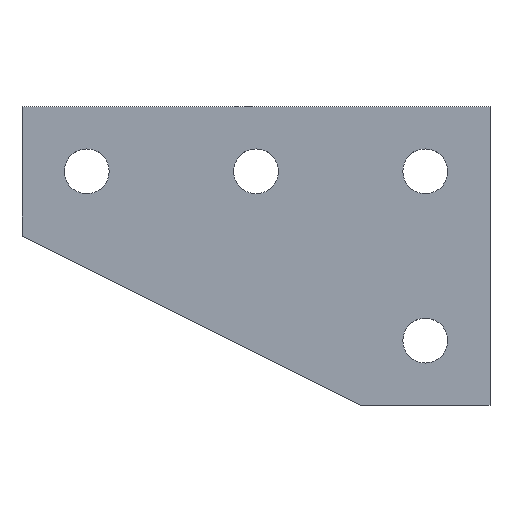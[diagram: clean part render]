
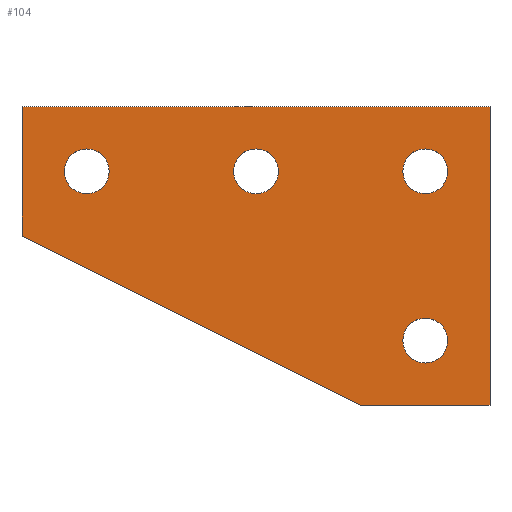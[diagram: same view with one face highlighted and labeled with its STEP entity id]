
A CAD part, top view. The second image highlights one B-rep face of the part: STEP entity #104.
In plain terms, the highlighted planar face has unit normal (0, 0, 1).
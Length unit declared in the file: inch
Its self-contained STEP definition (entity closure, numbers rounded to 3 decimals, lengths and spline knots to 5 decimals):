
#104=ADVANCED_FACE('',(#221,#222,#223,#224,#225),#226,.T.);
#221=FACE_BOUND('',#441,.T.);
#222=FACE_BOUND('',#442,.T.);
#223=FACE_BOUND('',#443,.T.);
#224=FACE_BOUND('',#444,.T.);
#225=FACE_OUTER_BOUND('',#445,.T.);
#226=PLANE('',#446);
#441=EDGE_LOOP('',(#707,#708,#709,#710));
#442=EDGE_LOOP('',(#711,#712,#713,#714));
#443=EDGE_LOOP('',(#715,#716,#717,#718));
#444=EDGE_LOOP('',(#719,#720,#721,#722));
#445=EDGE_LOOP('',(#723,#724,#725,#726,#727));
#446=AXIS2_PLACEMENT_3D('',#728,#729,#730);
#707=ORIENTED_EDGE('',*,*,#876,.F.);
#708=ORIENTED_EDGE('',*,*,#877,.F.);
#709=ORIENTED_EDGE('',*,*,#878,.F.);
#710=ORIENTED_EDGE('',*,*,#879,.F.);
#711=ORIENTED_EDGE('',*,*,#870,.F.);
#712=ORIENTED_EDGE('',*,*,#850,.F.);
#713=ORIENTED_EDGE('',*,*,#873,.F.);
#714=ORIENTED_EDGE('',*,*,#860,.F.);
#715=ORIENTED_EDGE('',*,*,#845,.F.);
#716=ORIENTED_EDGE('',*,*,#880,.F.);
#717=ORIENTED_EDGE('',*,*,#881,.F.);
#718=ORIENTED_EDGE('',*,*,#882,.F.);
#719=ORIENTED_EDGE('',*,*,#883,.F.);
#720=ORIENTED_EDGE('',*,*,#855,.F.);
#721=ORIENTED_EDGE('',*,*,#884,.F.);
#722=ORIENTED_EDGE('',*,*,#865,.F.);
#723=ORIENTED_EDGE('',*,*,#885,.F.);
#724=ORIENTED_EDGE('',*,*,#886,.F.);
#725=ORIENTED_EDGE('',*,*,#887,.F.);
#726=ORIENTED_EDGE('',*,*,#888,.F.);
#727=ORIENTED_EDGE('',*,*,#889,.F.);
#728=CARTESIAN_POINT('',(1.63428,0.04051,0.125));
#729=DIRECTION('',(0.0,0.0,1.0));
#730=DIRECTION('',(1.0,0.0,0.0));
#845=EDGE_CURVE('',#932,#933,#934,.T.);
#850=EDGE_CURVE('',#941,#942,#943,.T.);
#855=EDGE_CURVE('',#950,#951,#952,.T.);
#860=EDGE_CURVE('',#959,#960,#961,.T.);
#865=EDGE_CURVE('',#968,#969,#970,.T.);
#870=EDGE_CURVE('',#942,#959,#977,.T.);
#873=EDGE_CURVE('',#960,#941,#980,.T.);
#876=EDGE_CURVE('',#983,#984,#985,.T.);
#877=EDGE_CURVE('',#986,#983,#987,.T.);
#878=EDGE_CURVE('',#988,#986,#989,.T.);
#879=EDGE_CURVE('',#984,#988,#990,.T.);
#880=EDGE_CURVE('',#991,#932,#992,.T.);
#881=EDGE_CURVE('',#993,#991,#994,.T.);
#882=EDGE_CURVE('',#933,#993,#995,.T.);
#883=EDGE_CURVE('',#951,#968,#996,.T.);
#884=EDGE_CURVE('',#969,#950,#997,.T.);
#885=EDGE_CURVE('',#998,#999,#1000,.T.);
#886=EDGE_CURVE('',#1001,#998,#1002,.T.);
#887=EDGE_CURVE('',#1003,#1001,#1004,.T.);
#888=EDGE_CURVE('',#1005,#1003,#1006,.T.);
#889=EDGE_CURVE('',#999,#1005,#1007,.T.);
#932=VERTEX_POINT('',#1061);
#933=VERTEX_POINT('',#1062);
#934=B_SPLINE_CURVE_WITH_KNOTS('',3,(#1063,#1064,#1065,#1066),.UNSPECIFIED.,.F.,.F.,(4,4),(0.0,1.0),.UNSPECIFIED.);
#941=VERTEX_POINT('',#1078);
#942=VERTEX_POINT('',#1079);
#943=B_SPLINE_CURVE_WITH_KNOTS('',3,(#1080,#1081,#1082,#1083),.UNSPECIFIED.,.F.,.F.,(4,4),(0.0,1.0),.UNSPECIFIED.);
#950=VERTEX_POINT('',#1095);
#951=VERTEX_POINT('',#1096);
#952=B_SPLINE_CURVE_WITH_KNOTS('',3,(#1097,#1098,#1099,#1100),.UNSPECIFIED.,.F.,.F.,(4,4),(0.0,1.0),.UNSPECIFIED.);
#959=VERTEX_POINT('',#1112);
#960=VERTEX_POINT('',#1113);
#961=B_SPLINE_CURVE_WITH_KNOTS('',3,(#1114,#1115,#1116,#1117),.UNSPECIFIED.,.F.,.F.,(4,4),(0.0,1.0),.UNSPECIFIED.);
#968=VERTEX_POINT('',#1129);
#969=VERTEX_POINT('',#1130);
#970=B_SPLINE_CURVE_WITH_KNOTS('',3,(#1131,#1132,#1133,#1134),.UNSPECIFIED.,.F.,.F.,(4,4),(0.0,1.0),.UNSPECIFIED.);
#977=B_SPLINE_CURVE_WITH_KNOTS('',3,(#1146,#1147,#1148,#1149),.UNSPECIFIED.,.F.,.F.,(4,4),(0.0,1.0),.UNSPECIFIED.);
#980=B_SPLINE_CURVE_WITH_KNOTS('',3,(#1155,#1156,#1157,#1158),.UNSPECIFIED.,.F.,.F.,(4,4),(0.0,1.0),.UNSPECIFIED.);
#983=VERTEX_POINT('',#1164);
#984=VERTEX_POINT('',#1165);
#985=B_SPLINE_CURVE_WITH_KNOTS('',3,(#1166,#1167,#1168,#1169),.UNSPECIFIED.,.F.,.F.,(4,4),(0.0,1.0),.UNSPECIFIED.);
#986=VERTEX_POINT('',#1170);
#987=B_SPLINE_CURVE_WITH_KNOTS('',3,(#1171,#1172,#1173,#1174),.UNSPECIFIED.,.F.,.F.,(4,4),(0.0,1.0),.UNSPECIFIED.);
#988=VERTEX_POINT('',#1175);
#989=B_SPLINE_CURVE_WITH_KNOTS('',3,(#1176,#1177,#1178,#1179),.UNSPECIFIED.,.F.,.F.,(4,4),(0.0,1.0),.UNSPECIFIED.);
#990=B_SPLINE_CURVE_WITH_KNOTS('',3,(#1180,#1181,#1182,#1183),.UNSPECIFIED.,.F.,.F.,(4,4),(0.0,1.0),.UNSPECIFIED.);
#991=VERTEX_POINT('',#1184);
#992=B_SPLINE_CURVE_WITH_KNOTS('',3,(#1185,#1186,#1187,#1188),.UNSPECIFIED.,.F.,.F.,(4,4),(0.0,1.0),.UNSPECIFIED.);
#993=VERTEX_POINT('',#1189);
#994=B_SPLINE_CURVE_WITH_KNOTS('',3,(#1190,#1191,#1192,#1193),.UNSPECIFIED.,.F.,.F.,(4,4),(0.0,1.0),.UNSPECIFIED.);
#995=B_SPLINE_CURVE_WITH_KNOTS('',3,(#1194,#1195,#1196,#1197),.UNSPECIFIED.,.F.,.F.,(4,4),(0.0,1.0),.UNSPECIFIED.);
#996=B_SPLINE_CURVE_WITH_KNOTS('',3,(#1198,#1199,#1200,#1201),.UNSPECIFIED.,.F.,.F.,(4,4),(0.0,1.0),.UNSPECIFIED.);
#997=B_SPLINE_CURVE_WITH_KNOTS('',3,(#1202,#1203,#1204,#1205),.UNSPECIFIED.,.F.,.F.,(4,4),(0.0,1.0),.UNSPECIFIED.);
#998=VERTEX_POINT('',#1206);
#999=VERTEX_POINT('',#1207);
#1000=LINE('',#1208,#1209);
#1001=VERTEX_POINT('',#1210);
#1002=LINE('',#1211,#1212);
#1003=VERTEX_POINT('',#1213);
#1004=LINE('',#1214,#1215);
#1005=VERTEX_POINT('',#1216);
#1006=LINE('',#1217,#1218);
#1007=LINE('',#1219,#1220);
#1061=CARTESIAN_POINT('',(2.67192,0.40626,0.125));
#1062=CARTESIAN_POINT('',(2.53129,0.54689,0.125));
#1063=CARTESIAN_POINT('',(2.67192,0.40626,0.125));
#1064=CARTESIAN_POINT('',(2.67192,0.48392,0.125));
#1065=CARTESIAN_POINT('',(2.60894,0.54689,0.125));
#1066=CARTESIAN_POINT('',(2.53129,0.54689,0.125));
#1078=CARTESIAN_POINT('',(0.40626,0.26563,0.125));
#1079=CARTESIAN_POINT('',(0.54688,0.40626,0.125));
#1080=CARTESIAN_POINT('',(0.40626,0.26563,0.125));
#1081=CARTESIAN_POINT('',(0.48392,0.26563,0.125));
#1082=CARTESIAN_POINT('',(0.54688,0.32859,0.125));
#1083=CARTESIAN_POINT('',(0.54688,0.40626,0.125));
#1095=CARTESIAN_POINT('',(2.53129,-0.79689,0.125));
#1096=CARTESIAN_POINT('',(2.67192,-0.65625,0.125));
#1097=CARTESIAN_POINT('',(2.53129,-0.79689,0.125));
#1098=CARTESIAN_POINT('',(2.60894,-0.79689,0.125));
#1099=CARTESIAN_POINT('',(2.67192,-0.73391,0.125));
#1100=CARTESIAN_POINT('',(2.67192,-0.65625,0.125));
#1112=CARTESIAN_POINT('',(0.40626,0.54689,0.125));
#1113=CARTESIAN_POINT('',(0.26563,0.40626,0.125));
#1114=CARTESIAN_POINT('',(0.40626,0.54689,0.125));
#1115=CARTESIAN_POINT('',(0.32859,0.54689,0.125));
#1116=CARTESIAN_POINT('',(0.26563,0.48392,0.125));
#1117=CARTESIAN_POINT('',(0.26563,0.40626,0.125));
#1129=CARTESIAN_POINT('',(2.53129,-0.51564,0.125));
#1130=CARTESIAN_POINT('',(2.39067,-0.65625,0.125));
#1131=CARTESIAN_POINT('',(2.53129,-0.51564,0.125));
#1132=CARTESIAN_POINT('',(2.45363,-0.51564,0.125));
#1133=CARTESIAN_POINT('',(2.39067,-0.5786,0.125));
#1134=CARTESIAN_POINT('',(2.39067,-0.65625,0.125));
#1146=CARTESIAN_POINT('',(0.54688,0.40626,0.125));
#1147=CARTESIAN_POINT('',(0.54688,0.48392,0.125));
#1148=CARTESIAN_POINT('',(0.48392,0.54689,0.125));
#1149=CARTESIAN_POINT('',(0.40626,0.54689,0.125));
#1155=CARTESIAN_POINT('',(0.26563,0.40626,0.125));
#1156=CARTESIAN_POINT('',(0.26563,0.32859,0.125));
#1157=CARTESIAN_POINT('',(0.32859,0.26563,0.125));
#1158=CARTESIAN_POINT('',(0.40626,0.26563,0.125));
#1164=CARTESIAN_POINT('',(1.6094,0.40626,0.125));
#1165=CARTESIAN_POINT('',(1.46878,0.54689,0.125));
#1166=CARTESIAN_POINT('',(1.6094,0.40626,0.125));
#1167=CARTESIAN_POINT('',(1.6094,0.48392,0.125));
#1168=CARTESIAN_POINT('',(1.54644,0.54689,0.125));
#1169=CARTESIAN_POINT('',(1.46878,0.54689,0.125));
#1170=CARTESIAN_POINT('',(1.46878,0.26563,0.125));
#1171=CARTESIAN_POINT('',(1.46878,0.26563,0.125));
#1172=CARTESIAN_POINT('',(1.54644,0.26563,0.125));
#1173=CARTESIAN_POINT('',(1.6094,0.32859,0.125));
#1174=CARTESIAN_POINT('',(1.6094,0.40626,0.125));
#1175=CARTESIAN_POINT('',(1.32815,0.40626,0.125));
#1176=CARTESIAN_POINT('',(1.32815,0.40626,0.125));
#1177=CARTESIAN_POINT('',(1.32815,0.32859,0.125));
#1178=CARTESIAN_POINT('',(1.39111,0.26563,0.125));
#1179=CARTESIAN_POINT('',(1.46878,0.26563,0.125));
#1180=CARTESIAN_POINT('',(1.46878,0.54689,0.125));
#1181=CARTESIAN_POINT('',(1.3911,0.54689,0.125));
#1182=CARTESIAN_POINT('',(1.32815,0.48392,0.125));
#1183=CARTESIAN_POINT('',(1.32815,0.40626,0.125));
#1184=CARTESIAN_POINT('',(2.53129,0.26563,0.125));
#1185=CARTESIAN_POINT('',(2.53129,0.26563,0.125));
#1186=CARTESIAN_POINT('',(2.60894,0.26563,0.125));
#1187=CARTESIAN_POINT('',(2.67192,0.32859,0.125));
#1188=CARTESIAN_POINT('',(2.67192,0.40626,0.125));
#1189=CARTESIAN_POINT('',(2.39067,0.40626,0.125));
#1190=CARTESIAN_POINT('',(2.39067,0.40626,0.125));
#1191=CARTESIAN_POINT('',(2.39067,0.32859,0.125));
#1192=CARTESIAN_POINT('',(2.45363,0.26563,0.125));
#1193=CARTESIAN_POINT('',(2.53129,0.26563,0.125));
#1194=CARTESIAN_POINT('',(2.53129,0.54689,0.125));
#1195=CARTESIAN_POINT('',(2.45363,0.54689,0.125));
#1196=CARTESIAN_POINT('',(2.39067,0.48392,0.125));
#1197=CARTESIAN_POINT('',(2.39067,0.40626,0.125));
#1198=CARTESIAN_POINT('',(2.67192,-0.65625,0.125));
#1199=CARTESIAN_POINT('',(2.67192,-0.5786,0.125));
#1200=CARTESIAN_POINT('',(2.60894,-0.51564,0.125));
#1201=CARTESIAN_POINT('',(2.53129,-0.51564,0.125));
#1202=CARTESIAN_POINT('',(2.39067,-0.65625,0.125));
#1203=CARTESIAN_POINT('',(2.39067,-0.73391,0.125));
#1204=CARTESIAN_POINT('',(2.45363,-0.79689,0.125));
#1205=CARTESIAN_POINT('',(2.53129,-0.79689,0.125));
#1206=CARTESIAN_POINT('',(2.93754,-1.06251,0.125));
#1207=CARTESIAN_POINT('',(2.12503,-1.06251,0.125));
#1208=CARTESIAN_POINT('',(2.12503,-1.06251,0.125));
#1209=VECTOR('',#1326,1.0);
#1210=CARTESIAN_POINT('',(2.93754,0.81251,0.125));
#1211=CARTESIAN_POINT('',(2.93754,-1.06251,0.125));
#1212=VECTOR('',#1327,1.0);
#1213=CARTESIAN_POINT('',(0.0,0.81251,0.125));
#1214=CARTESIAN_POINT('',(2.93754,0.81251,0.125));
#1215=VECTOR('',#1328,1.0);
#1216=CARTESIAN_POINT('',(0.0,0.0,0.125));
#1217=CARTESIAN_POINT('',(0.0,0.81251,0.125));
#1218=VECTOR('',#1329,1.0);
#1219=CARTESIAN_POINT('',(0.0,0.0,0.125));
#1220=VECTOR('',#1330,1.0);
#1326=DIRECTION('',(-1.0,-0.0,-0.0));
#1327=DIRECTION('',(-0.0,-1.0,-0.0));
#1328=DIRECTION('',(1.0,0.0,0.0));
#1329=DIRECTION('',(0.0,1.0,0.0));
#1330=DIRECTION('',(-0.894,0.447,0.0));
